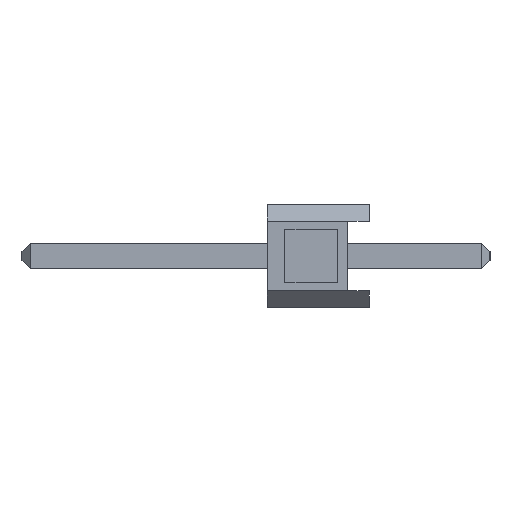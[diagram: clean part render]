
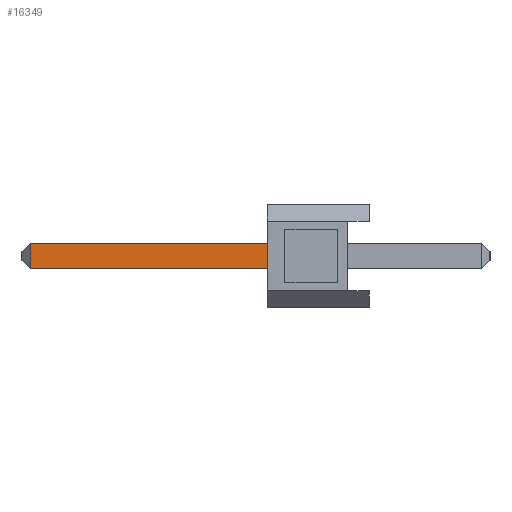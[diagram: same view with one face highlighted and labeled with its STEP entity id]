
A CAD part, left-side view. The second image highlights one B-rep face of the part: STEP entity #16349.
In plain terms, the highlighted planar face has unit normal (-1, 0, 0).
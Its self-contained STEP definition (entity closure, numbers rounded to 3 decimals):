
#1717 = EDGE_CURVE ( 'NONE', #7944, #4628, #11072, .T. ) ;
#2070 = CARTESIAN_POINT ( 'NONE',  ( -0.32, 8.44, -0.32 ) ) ;
#4628 = VERTEX_POINT ( 'NONE', #31147 ) ;
#5999 = CARTESIAN_POINT ( 'NONE',  ( -0.32, 2.54, 0. ) ) ;
#7392 = VECTOR ( 'NONE', #21486, 1000. ) ;
#7938 = LINE ( 'NONE', #42552, #7392 ) ;
#7944 = VERTEX_POINT ( 'NONE', #16284 ) ;
#8204 = CARTESIAN_POINT ( 'NONE',  ( -0.32, 8.44, -0.32 ) ) ;
#10312 = CARTESIAN_POINT ( 'NONE',  ( -0.32, -3., -0.32 ) ) ;
#10670 = LINE ( 'NONE', #5999, #28450 ) ;
#11072 = LINE ( 'NONE', #31570, #39556 ) ;
#11960 = EDGE_LOOP ( 'NONE', ( #24143, #38994, #19918, #27454 ) ) ;
#13049 = AXIS2_PLACEMENT_3D ( 'NONE', #10312, #23990, #35225 ) ;
#16284 = CARTESIAN_POINT ( 'NONE',  ( -0.32, 2.54, 0.32 ) ) ;
#16349 = ADVANCED_FACE ( 'NONE', ( #45429 ), #28022, .T. ) ;
#19676 = VERTEX_POINT ( 'NONE', #21465 ) ;
#19918 = ORIENTED_EDGE ( 'NONE', *, *, #44329, .F. ) ;
#20318 = DIRECTION ( 'NONE',  ( 0., 1., 0. ) ) ;
#21465 = CARTESIAN_POINT ( 'NONE',  ( -0.32, 2.54, -0.32 ) ) ;
#21486 = DIRECTION ( 'NONE',  ( 0., 1., 0. ) ) ;
#23990 = DIRECTION ( 'NONE',  ( -1., 0., 0. ) ) ;
#24143 = ORIENTED_EDGE ( 'NONE', *, *, #1717, .T. ) ;
#24967 = EDGE_CURVE ( 'NONE', #4628, #40246, #25769, .T. ) ;
#25769 = LINE ( 'NONE', #8204, #31353 ) ;
#27454 = ORIENTED_EDGE ( 'NONE', *, *, #40338, .F. ) ;
#28022 = PLANE ( 'NONE',  #13049 ) ;
#28450 = VECTOR ( 'NONE', #41396, 1000. ) ;
#29687 = DIRECTION ( 'NONE',  ( 0., 0., -1. ) ) ;
#31147 = CARTESIAN_POINT ( 'NONE',  ( -0.32, 8.44, 0.32 ) ) ;
#31353 = VECTOR ( 'NONE', #29687, 1000. ) ;
#31570 = CARTESIAN_POINT ( 'NONE',  ( -0.32, -3., 0.32 ) ) ;
#35225 = DIRECTION ( 'NONE',  ( 0., 0., 1. ) ) ;
#38994 = ORIENTED_EDGE ( 'NONE', *, *, #24967, .T. ) ;
#39556 = VECTOR ( 'NONE', #20318, 1000. ) ;
#40246 = VERTEX_POINT ( 'NONE', #2070 ) ;
#40338 = EDGE_CURVE ( 'NONE', #7944, #19676, #10670, .T. ) ;
#41396 = DIRECTION ( 'NONE',  ( 0., 0., -1. ) ) ;
#42552 = CARTESIAN_POINT ( 'NONE',  ( -0.32, -3., -0.32 ) ) ;
#44329 = EDGE_CURVE ( 'NONE', #19676, #40246, #7938, .T. ) ;
#45429 = FACE_OUTER_BOUND ( 'NONE', #11960, .T. ) ;
